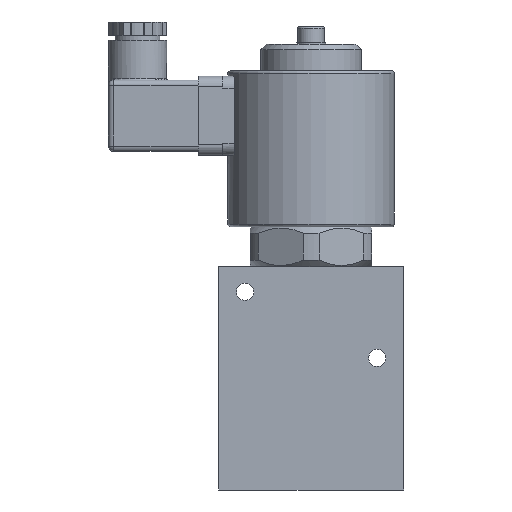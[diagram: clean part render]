
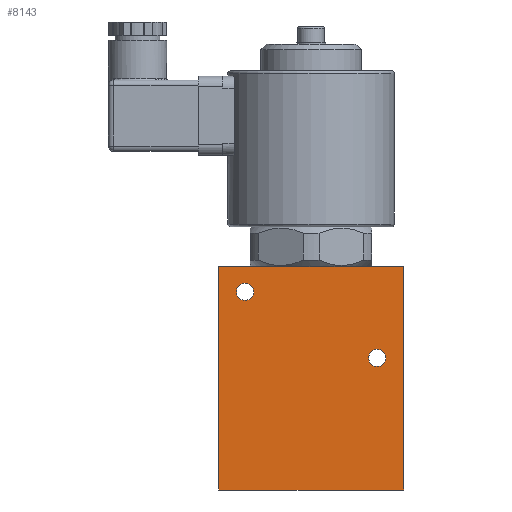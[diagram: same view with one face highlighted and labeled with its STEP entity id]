
A CAD part, front view. The second image highlights one B-rep face of the part: STEP entity #8143.
In plain terms, the highlighted planar face has unit normal (0, -1, 0).
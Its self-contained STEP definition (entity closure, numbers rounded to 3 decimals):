
#217=LINE('',#12226,#870);
#231=LINE('',#12337,#884);
#241=LINE('',#12630,#894);
#243=LINE('',#12642,#896);
#244=LINE('',#12645,#897);
#245=LINE('',#12646,#898);
#870=VECTOR('',#9899,20.616);
#884=VECTOR('',#9979,24.692);
#894=VECTOR('',#10061,70.);
#896=VECTOR('',#10077,84.5);
#897=VECTOR('',#10080,24.692);
#898=VECTOR('',#10081,84.5);
#1500=PLANE('',#8791);
#1758=FACE_BOUND('',#2502,.T.);
#1759=FACE_BOUND('',#2503,.T.);
#1972=FACE_OUTER_BOUND('',#2501,.T.);
#2501=EDGE_LOOP('',(#5717,#5718,#5719,#5720,#5721,#5722));
#2502=EDGE_LOOP('',(#5723));
#2503=EDGE_LOOP('',(#5724));
#3070=CIRCLE('',#8787,3.25);
#3071=CIRCLE('',#8789,3.25);
#3454=VERTEX_POINT('',#12224);
#3455=VERTEX_POINT('',#12225);
#3483=VERTEX_POINT('',#12336);
#3520=VERTEX_POINT('',#12627);
#3521=VERTEX_POINT('',#12629);
#3523=VERTEX_POINT('',#12636);
#3524=VERTEX_POINT('',#12639);
#3525=VERTEX_POINT('',#12644);
#4255=EDGE_CURVE('',#3454,#3455,#217,.T.);
#4298=EDGE_CURVE('',#3483,#3454,#231,.T.);
#4341=EDGE_CURVE('',#3520,#3521,#241,.T.);
#4344=EDGE_CURVE('',#3523,#3523,#3070,.T.);
#4345=EDGE_CURVE('',#3524,#3524,#3071,.T.);
#4346=EDGE_CURVE('',#3520,#3483,#243,.T.);
#4347=EDGE_CURVE('',#3455,#3525,#244,.T.);
#4348=EDGE_CURVE('',#3521,#3525,#245,.T.);
#5717=ORIENTED_EDGE('',*,*,#4298,.T.);
#5718=ORIENTED_EDGE('',*,*,#4255,.T.);
#5719=ORIENTED_EDGE('',*,*,#4347,.T.);
#5720=ORIENTED_EDGE('',*,*,#4348,.F.);
#5721=ORIENTED_EDGE('',*,*,#4341,.F.);
#5722=ORIENTED_EDGE('',*,*,#4346,.T.);
#5723=ORIENTED_EDGE('',*,*,#4344,.T.);
#5724=ORIENTED_EDGE('',*,*,#4345,.T.);
#8143=ADVANCED_FACE('',(#1972,#1758,#1759),#1500,.T.);
#8787=AXIS2_PLACEMENT_3D('',#12637,#10069,#10070);
#8789=AXIS2_PLACEMENT_3D('',#12640,#10073,#10074);
#8791=AXIS2_PLACEMENT_3D('',#12643,#10078,#10079);
#9899=DIRECTION('',(-1.,0.,0.));
#9979=DIRECTION('',(-1.,0.,0.));
#10061=DIRECTION('',(-1.,0.,0.));
#10069=DIRECTION('center_axis',(0.,1.,0.));
#10070=DIRECTION('ref_axis',(1.,0.,0.));
#10073=DIRECTION('center_axis',(0.,1.,0.));
#10074=DIRECTION('ref_axis',(1.,0.,0.));
#10077=DIRECTION('',(0.,0.,1.));
#10078=DIRECTION('center_axis',(0.,-1.,0.));
#10079=DIRECTION('ref_axis',(0.,0.,-1.));
#10080=DIRECTION('',(-1.,0.,0.));
#10081=DIRECTION('',(0.,0.,1.));
#12224=CARTESIAN_POINT('',(10.308,-20.,42.25));
#12225=CARTESIAN_POINT('',(-10.308,-20.,42.25));
#12226=CARTESIAN_POINT('',(35.,-20.,42.25));
#12336=CARTESIAN_POINT('',(35.,-20.,42.25));
#12337=CARTESIAN_POINT('',(35.,-20.,42.25));
#12627=CARTESIAN_POINT('',(35.,-20.,-42.25));
#12629=CARTESIAN_POINT('',(-35.,-20.,-42.25));
#12630=CARTESIAN_POINT('',(35.,-20.,-42.25));
#12636=CARTESIAN_POINT('',(-21.75,-20.,32.75));
#12637=CARTESIAN_POINT('Origin',(-25.,-20.,32.75));
#12639=CARTESIAN_POINT('',(28.25,-20.,7.75));
#12640=CARTESIAN_POINT('Origin',(25.,-20.,7.75));
#12642=CARTESIAN_POINT('',(35.,-20.,-42.25));
#12643=CARTESIAN_POINT('Origin',(35.,-20.,-42.25));
#12644=CARTESIAN_POINT('',(-35.,-20.,42.25));
#12645=CARTESIAN_POINT('',(35.,-20.,42.25));
#12646=CARTESIAN_POINT('',(-35.,-20.,-42.25));
